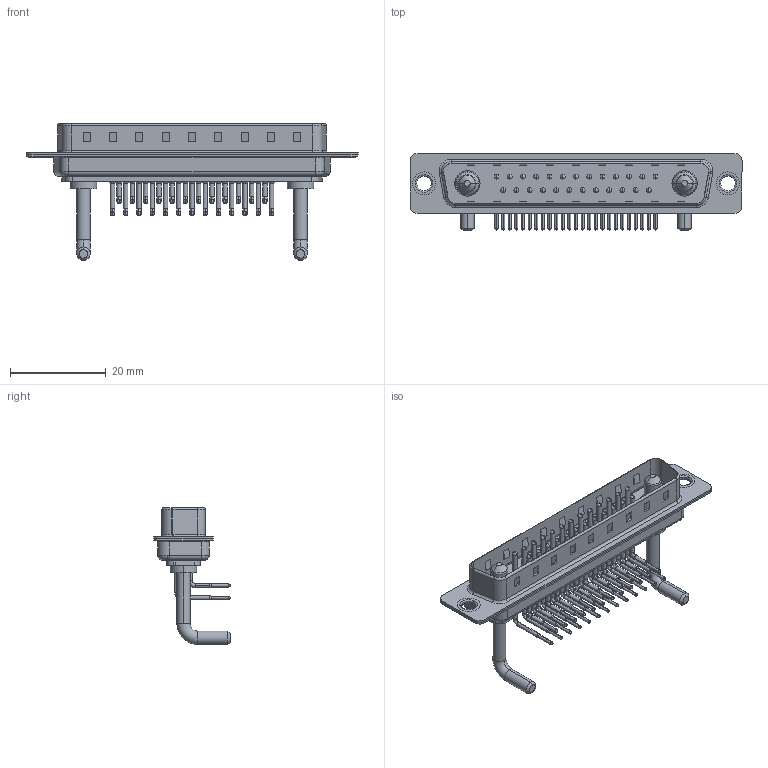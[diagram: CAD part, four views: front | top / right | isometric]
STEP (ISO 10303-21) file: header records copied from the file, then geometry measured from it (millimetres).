
FILE_DESCRIPTION (( 'STEP AP203' ), '1' );
FILE_NAME ('629-27W2250-2N1.STEP', '2022-05-16T15:18:55', ( '' ), ( '' ), 'SwSTEP 2.0', 'SolidWorks 2020', '' );
FILE_SCHEMA (( 'CONFIG_CONTROL_DESIGN' ));
Length unit declared in the file: millimetre
Products named in the file (8): 629Combo Contact Row 1; 629Combo Contact Row 2; 629Combo Housing_27W2; 629Combo Shell Rear_37 Contacts; Power Pin_Ext 20A RA; 629-27W2250-2N1; 629Combo Thru Hole Rivet; 629Combo Shell Front_37 Contacts
Assembly tree (32 placements, depth 2):
  629-27W2250-2N1
    629Combo Housing_27W2
    629Combo Shell Rear_37 Contacts
    629Combo Shell Front_37 Contacts
    629Combo Thru Hole Rivet  x2
    Power Pin_Ext 20A RA  x2
    629Combo Contact Row 1  x13
    629Combo Contact Row 2  x12
Bounding box: 69.4 x 16.05 x 28.63 mm (x, y, z)
Volume: 4248.5 mm3; surface area: 10081.3 mm2
Topology: 34 solids, 34 shells, 3222 faces, 8935 edges, 5798 vertices
Faces by surface type: plane 1823, cylinder 1067, bspline 152, cone 114, torus 66
Entity records: 26704 total; most frequent: DIRECTION 4540, CARTESIAN_POINT 4537, ORIENTED_EDGE 4130, EDGE_CURVE 2065, AXIS2_PLACEMENT_3D 1654, VERTEX_POINT 1332, LINE 1232, VECTOR 1232
